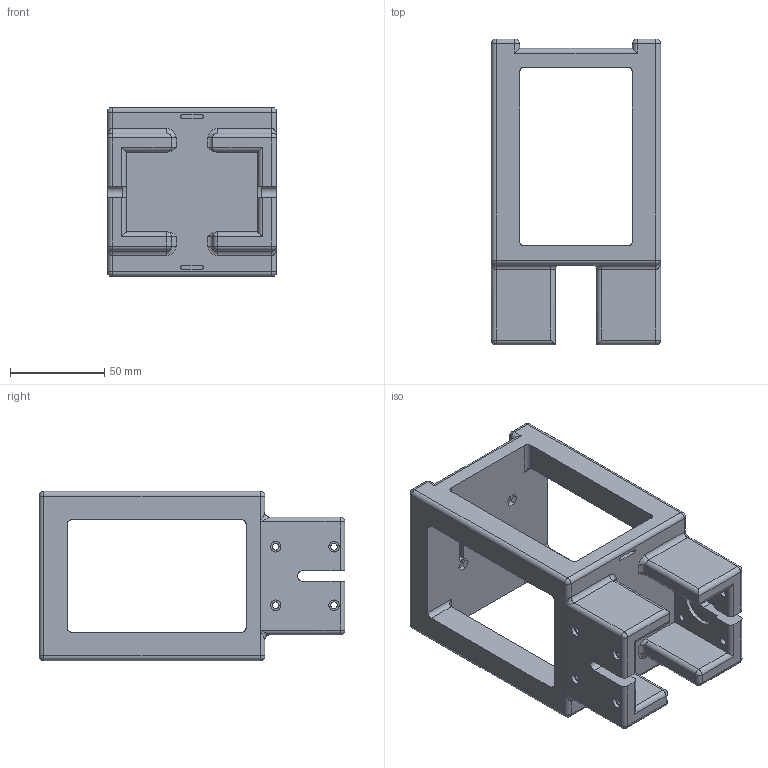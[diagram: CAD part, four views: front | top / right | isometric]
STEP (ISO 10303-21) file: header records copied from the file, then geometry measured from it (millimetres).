
FILE_DESCRIPTION(/* description */ (''),/* implementation_level */ '2;1');
FILE_NAME(/* name */ 'Dexter v1.step',/* time_stamp */ '2019-03-12T22:21:48-05:00',/* author */ (''),/* organization */ (''),/* preprocessor_version */ 'ST-DEVELOPER v17.2',/* originating_system */ 'Autodesk Translation Framework v7.6.0.251',/* authorisation */ '');
FILE_SCHEMA (('AUTOMOTIVE_DESIGN { 1 0 10303 214 3 1 1 }'));
Length unit declared in the file: millimetre
Products named in the file (5): Dexter; Left Side; Right Side; Top; Bottom
Assembly tree (4 placements, depth 2):
  Dexter
    Left Side
    Right Side
    Top
    Bottom
Bounding box: 90 x 162.5 x 90 mm (x, y, z)
Volume: 344217.3 mm3; surface area: 83040.1 mm2
Topology: 1 solids, 1 shells, 232 faces, 584 edges, 364 vertices
Faces by surface type: cylinder 106, plane 94, sphere 20, torus 8, bspline 4
Full cylindrical faces by diameter (mm): 3 x4, 3.5 x8, 5.5 x8
Entity records: 7522 total; most frequent: CARTESIAN_POINT 1598, DIRECTION 1270, ORIENTED_EDGE 1168, EDGE_CURVE 584, AXIS2_PLACEMENT_3D 461, VERTEX_POINT 364, LINE 348, VECTOR 348
